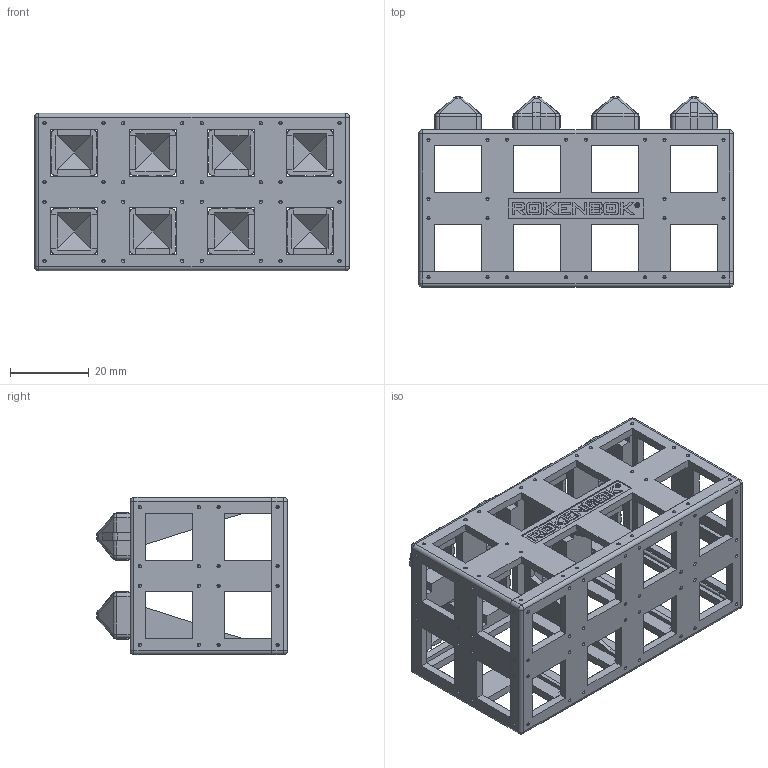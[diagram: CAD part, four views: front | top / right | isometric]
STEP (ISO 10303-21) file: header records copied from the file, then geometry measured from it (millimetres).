
FILE_DESCRIPTION (( 'STEP AP203' ), '1' );
FILE_NAME ('20-00307b.STEP', '2014-05-09T02:55:56', ( 'Nicholas Morozovsky' ), ( '' ), 'SwSTEP 2.0', 'SolidWorks 2012', '' );
FILE_SCHEMA (( 'CONFIG_CONTROL_DESIGN' ));
Products named in the file (1): 20-00307b
Bounding box: 80 x 48.5 x 40 mm (x, y, z)
Volume: 21935.5 mm3; surface area: 28402.4 mm2
Topology: 2 solids, 2 shells, 1455 faces, 4226 edges, 2672 vertices
Faces by surface type: plane 911, sphere 216, cylinder 204, bspline 120, cone 4
Entity records: 49831 total; most frequent: CARTESIAN_POINT 14522, ORIENTED_EDGE 7524, DIRECTION 6798, EDGE_CURVE 3762, LINE 2782, VECTOR 2782, VERTEX_POINT 2448, AXIS2_PLACEMENT_3D 2008
